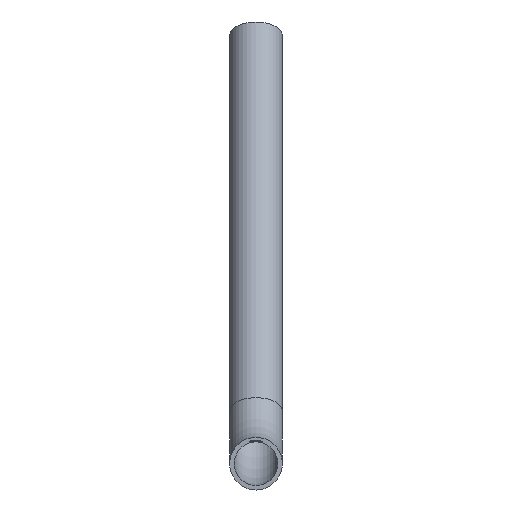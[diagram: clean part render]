
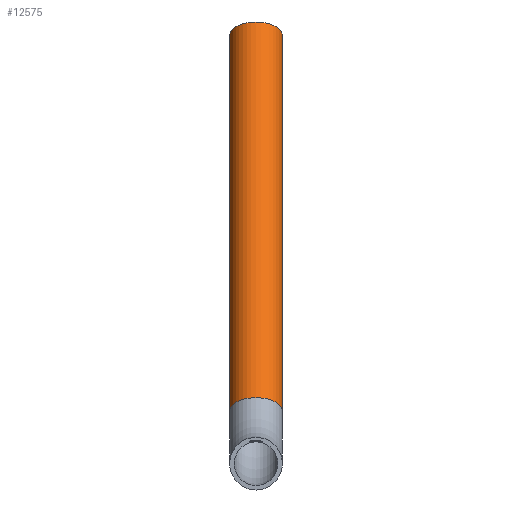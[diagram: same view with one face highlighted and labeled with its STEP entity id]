
A CAD part, front view. The second image highlights one B-rep face of the part: STEP entity #12575.
In plain terms, the highlighted cylindrical face has radius 13.45 mm (diameter 26.9 mm), a full revolution.
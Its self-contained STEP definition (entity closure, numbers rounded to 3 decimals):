
#414 = VERTEX_POINT ( 'NONE', #4587 ) ;
#694 = DIRECTION ( 'NONE',  ( 0., 0.5, 0.866 ) ) ;
#2206 = ORIENTED_EDGE ( 'NONE', *, *, #2784, .F. ) ;
#2385 = DIRECTION ( 'NONE',  ( 0., 0.5, 0.866 ) ) ;
#2420 = ORIENTED_EDGE ( 'NONE', *, *, #4705, .T. ) ;
#2516 = DIRECTION ( 'NONE',  ( 0., -0.866, 0.5 ) ) ;
#2644 = DIRECTION ( 'NONE',  ( 0., -0.866, 0.5 ) ) ;
#2666 = CIRCLE ( 'NONE', #3054, 13.45 ) ;
#2784 = EDGE_CURVE ( 'NONE', #414, #414, #2666, .T. ) ;
#3054 = AXIS2_PLACEMENT_3D ( 'NONE', #4690, #10552, #2644 ) ;
#3485 = DIRECTION ( 'NONE',  ( 0., -0.866, 0.5 ) ) ;
#4587 = CARTESIAN_POINT ( 'NONE',  ( 0., 367.706, 225.745 ) ) ;
#4690 = CARTESIAN_POINT ( 'NONE',  ( 0., 379.354, 219.02 ) ) ;
#4705 = EDGE_CURVE ( 'NONE', #10615, #10615, #9013, .T. ) ;
#6489 = CARTESIAN_POINT ( 'NONE',  ( 0., 256.843, 33.725 ) ) ;
#6879 = EDGE_LOOP ( 'NONE', ( #2420 ) ) ;
#8309 = CARTESIAN_POINT ( 'NONE',  ( 0., 268.491, 27. ) ) ;
#8756 = CYLINDRICAL_SURFACE ( 'NONE', #11692, 13.45 ) ;
#9013 = CIRCLE ( 'NONE', #11388, 13.45 ) ;
#9192 = FACE_OUTER_BOUND ( 'NONE', #6879, .T. ) ;
#9449 = EDGE_LOOP ( 'NONE', ( #2206 ) ) ;
#9506 = FACE_OUTER_BOUND ( 'NONE', #9449, .T. ) ;
#10552 = DIRECTION ( 'NONE',  ( 0., 0.5, 0.866 ) ) ;
#10615 = VERTEX_POINT ( 'NONE', #6489 ) ;
#11388 = AXIS2_PLACEMENT_3D ( 'NONE', #8309, #2385, #2516 ) ;
#11692 = AXIS2_PLACEMENT_3D ( 'NONE', #12544, #694, #3485 ) ;
#12544 = CARTESIAN_POINT ( 'NONE',  ( 0., 268.491, 27. ) ) ;
#12575 = ADVANCED_FACE ( 'NONE', ( #9192, #9506 ), #8756, .T. ) ;
